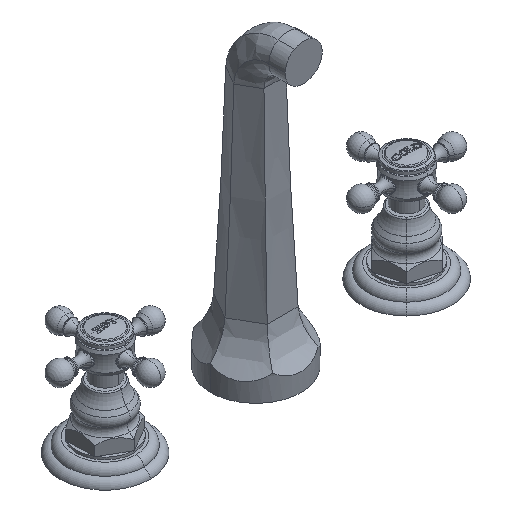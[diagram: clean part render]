
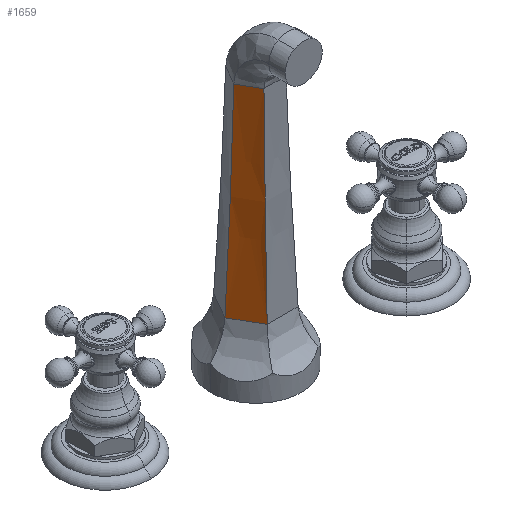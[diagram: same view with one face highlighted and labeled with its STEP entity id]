
A CAD part, isometric view. The second image highlights one B-rep face of the part: STEP entity #1659.
In plain terms, the highlighted free-form (B-spline) face has degree [3, 3] with [10, 4] control points.
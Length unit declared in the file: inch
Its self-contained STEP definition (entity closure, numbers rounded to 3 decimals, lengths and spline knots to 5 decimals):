
#464=CARTESIAN_POINT('',(-0.4046,-0.69974,1.5));
#465=CARTESIAN_POINT('',(-0.32204,-0.55695,
3.45006));
#466=CARTESIAN_POINT('',(-0.3364,-0.58179,
4.94955));
#467=CARTESIAN_POINT('',(-0.289,-0.49981,6.675));
#472=DIRECTION('',(0.499,-0.866,0.));
#473=VECTOR('',#472,0.80829);
#474=CARTESIAN_POINT('',(-0.80829,0.00052,1.5));
#475=LINE('',#474,#473);
#479=CARTESIAN_POINT('',(-0.80829,0.00052,1.5));
#480=CARTESIAN_POINT('',(-0.64335,0.00042,
3.45006));
#481=CARTESIAN_POINT('',(-0.67205,0.00043,
4.94955));
#482=CARTESIAN_POINT('',(-0.57735,0.00037,6.675));
#683=DIRECTION('',(0.499,-0.866,0.));
#684=VECTOR('',#683,0.57735);
#685=CARTESIAN_POINT('',(-0.57735,0.00037,6.675));
#686=LINE('',#685,#684);
#936=CARTESIAN_POINT('',(-0.80829,0.00052,1.5));
#937=VERTEX_POINT('',#936);
#938=CARTESIAN_POINT('',(-0.4046,-0.69974,1.5));
#939=VERTEX_POINT('',#938);
#951=VERTEX_POINT('',#482);
#952=VERTEX_POINT('',#467);
#1610=CARTESIAN_POINT('',(-0.82082,0.01461,
1.44828));
#1611=CARTESIAN_POINT('',(-0.64718,0.01153,
3.4472));
#1612=CARTESIAN_POINT('',(-0.68212,0.01125,
4.96406));
#1613=CARTESIAN_POINT('',(-0.58015,0.01035,
6.72687));
#1614=CARTESIAN_POINT('',(-0.79876,-0.02361,
1.44856));
#1615=CARTESIAN_POINT('',(-0.63083,-0.01862,
3.43631));
#1616=CARTESIAN_POINT('',(-0.65882,-0.01818,
4.9647));
#1617=CARTESIAN_POINT('',(-0.56473,-0.01673,
6.72686));
#1618=CARTESIAN_POINT('',(-0.75736,-0.09536,
1.44902));
#1619=CARTESIAN_POINT('',(-0.59977,-0.07551,
3.41874));
#1620=CARTESIAN_POINT('',(-0.61354,-0.0721,
4.96533));
#1621=CARTESIAN_POINT('',(-0.53582,-0.06762,
6.72684));
#1622=CARTESIAN_POINT('',(-0.69664,-0.20061,
1.44947));
#1623=CARTESIAN_POINT('',(-0.55326,-0.15941,
3.40146));
#1624=CARTESIAN_POINT('',(-0.54599,-0.1495,
4.9654));
#1625=CARTESIAN_POINT('',(-0.49343,-0.14232,
6.72685));
#1626=CARTESIAN_POINT('',(-0.63864,-0.30117,
1.44969));
#1627=CARTESIAN_POINT('',(-0.50807,-0.23966,
3.39295));
#1628=CARTESIAN_POINT('',(-0.48295,-0.22342,
4.96529));
#1629=CARTESIAN_POINT('',(-0.45289,-0.2137,
6.72685));
#1630=CARTESIAN_POINT('',(-0.58067,-0.40174,
1.44969));
#1631=CARTESIAN_POINT('',(-0.462,-0.31958,
3.39295));
#1632=CARTESIAN_POINT('',(-0.43535,-0.30597,
4.96529));
#1633=CARTESIAN_POINT('',(-0.41189,-0.28483,
6.72685));
#1634=CARTESIAN_POINT('',(-0.5227,-0.50232,
1.44947));
#1635=CARTESIAN_POINT('',(-0.4152,-0.39889,
3.40146));
#1636=CARTESIAN_POINT('',(-0.40298,-0.39757,
4.9654));
#1637=CARTESIAN_POINT('',(-0.37043,-0.35568,
6.72685));
#1638=CARTESIAN_POINT('',(-0.46205,-0.60762,
1.44902));
#1639=CARTESIAN_POINT('',(-0.3659,-0.48119,
3.41874));
#1640=CARTESIAN_POINT('',(-0.36985,-0.49481,
4.96533));
#1641=CARTESIAN_POINT('',(-0.32702,-0.4298,
6.72684));
#1642=CARTESIAN_POINT('',(-0.42071,-0.6794,
1.44856));
#1643=CARTESIAN_POINT('',(-0.33224,-0.53658,
3.43631));
#1644=CARTESIAN_POINT('',(-0.34588,-0.56102,
4.9647));
#1645=CARTESIAN_POINT('',(-0.29748,-0.48032,
6.72686));
#1646=CARTESIAN_POINT('',(-0.39869,-0.71764,
1.44828));
#1647=CARTESIAN_POINT('',(-0.31434,-0.56583,
3.4472));
#1648=CARTESIAN_POINT('',(-0.33209,-0.59592,
4.96406));
#1649=CARTESIAN_POINT('',(-0.28177,-0.50724,
6.72687));
#1650=B_SPLINE_SURFACE_WITH_KNOTS('',3,3,((#1610,#1611,#1612,#1613),(#1614,
#1615,#1616,#1617),(#1618,#1619,#1620,#1621),(#1622,#1623,#1624,#1625),(#1626,
#1627,#1628,#1629),(#1630,#1631,#1632,#1633),(#1634,#1635,#1636,#1637),(#1638,
#1639,#1640,#1641),(#1642,#1643,#1644,#1645),(#1646,#1647,#1648,#1649)),
.UNSPECIFIED.,.F.,.F.,.F.,(4,1,1,1,1,1,1,4),(4,4),(-0.02,0.14286,
0.28571,0.42857,0.57143,0.71429,
0.85714,1.02),(1.45443,6.72679),.UNSPECIFIED.);
#1651=ORIENTED_EDGE('',*,*,#1255,.F.);
#1653=ORIENTED_EDGE('',*,*,#1652,.T.);
#1655=ORIENTED_EDGE('',*,*,#1654,.T.);
#1656=ORIENTED_EDGE('',*,*,#1595,.F.);
#1657=EDGE_LOOP('',(#1651,#1653,#1655,#1656));
#1658=FACE_OUTER_BOUND('',#1657,.F.);
#468=B_SPLINE_CURVE_WITH_KNOTS('',3,(#464,#465,#466,#467),.UNSPECIFIED.,.F.,.F.,
(4,4),(0.,1.),.UNSPECIFIED.);
#483=B_SPLINE_CURVE_WITH_KNOTS('',3,(#479,#480,#481,#482),.UNSPECIFIED.,.F.,.F.,
(4,4),(0.,1.),.UNSPECIFIED.);
#1255=EDGE_CURVE('',#937,#939,#475,.T.);
#1595=EDGE_CURVE('',#939,#952,#468,.T.);
#1652=EDGE_CURVE('',#937,#951,#483,.T.);
#1654=EDGE_CURVE('',#951,#952,#686,.T.);
#1659=ADVANCED_FACE('',(#1658),#1650,.T.);
